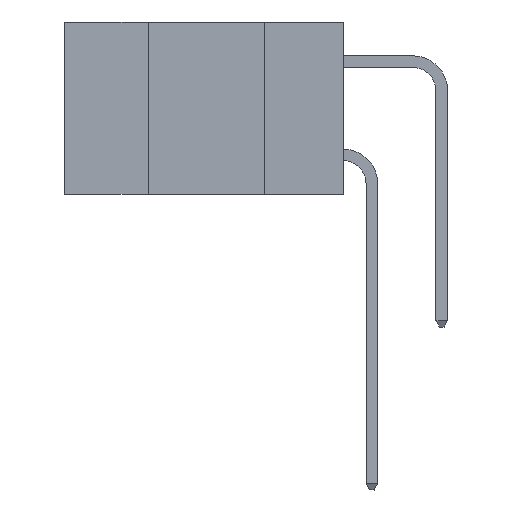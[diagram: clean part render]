
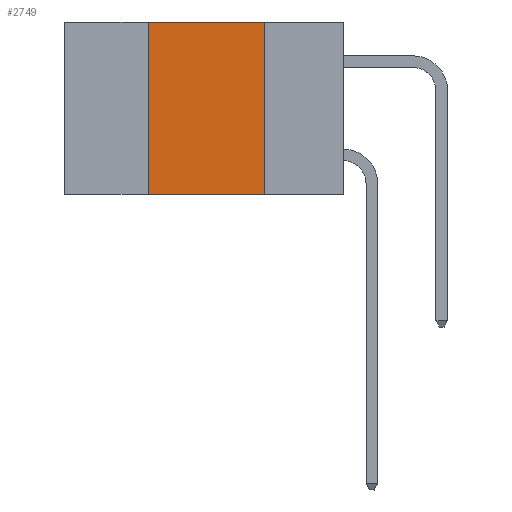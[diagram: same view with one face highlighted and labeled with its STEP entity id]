
A CAD part, left-side view. The second image highlights one B-rep face of the part: STEP entity #2749.
In plain terms, the highlighted planar face has unit normal (-1, 0, 0).
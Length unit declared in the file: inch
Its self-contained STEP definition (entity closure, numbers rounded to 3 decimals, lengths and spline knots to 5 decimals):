
#480 = DIRECTION ( 'NONE',  ( 1., 0., 0. ) ) ;
#1584 = ORIENTED_EDGE ( 'NONE', *, *, #8062, .F. ) ;
#1896 = PLANE ( 'NONE',  #8559 ) ;
#2408 = LINE ( 'NONE', #10620, #4902 ) ;
#2521 = DIRECTION ( 'NONE',  ( 0., -1., 0. ) ) ;
#2617 = CARTESIAN_POINT ( 'NONE',  ( 0., 0.6, -0.37 ) ) ;
#2749 = ADVANCED_FACE ( 'NONE', ( #11459 ), #1896, .F. ) ;
#3026 = VERTEX_POINT ( 'NONE', #6930 ) ;
#4759 = ORIENTED_EDGE ( 'NONE', *, *, #9374, .F. ) ;
#4902 = VECTOR ( 'NONE', #11138, 39.37008 ) ;
#5081 = CARTESIAN_POINT ( 'NONE',  ( 0., 0.6, 0. ) ) ;
#5149 = LINE ( 'NONE', #8314, #7595 ) ;
#5292 = CARTESIAN_POINT ( 'NONE',  ( 0., 0.42, -0.37 ) ) ;
#5653 = VECTOR ( 'NONE', #2521, 39.37008 ) ;
#5932 = DIRECTION ( 'NONE',  ( 0., 0., -1. ) ) ;
#5988 = LINE ( 'NONE', #2617, #5653 ) ;
#6402 = VERTEX_POINT ( 'NONE', #12658 ) ;
#6475 = DIRECTION ( 'NONE',  ( 0., 0., -1. ) ) ;
#6930 = CARTESIAN_POINT ( 'NONE',  ( 0., 0.17, -0.37 ) ) ;
#7595 = VECTOR ( 'NONE', #8226, 39.37008 ) ;
#7685 = LINE ( 'NONE', #12920, #13145 ) ;
#7829 = ORIENTED_EDGE ( 'NONE', *, *, #10018, .T. ) ;
#8062 = EDGE_CURVE ( 'NONE', #12731, #3026, #7685, .T. ) ;
#8226 = DIRECTION ( 'NONE',  ( 0., 0., 1. ) ) ;
#8314 = CARTESIAN_POINT ( 'NONE',  ( 0., 0.42, 0. ) ) ;
#8559 = AXIS2_PLACEMENT_3D ( 'NONE', #5081, #480, #6475 ) ;
#9109 = EDGE_CURVE ( 'NONE', #6402, #12731, #2408, .T. ) ;
#9374 = EDGE_CURVE ( 'NONE', #11663, #6402, #5149, .T. ) ;
#10018 = EDGE_CURVE ( 'NONE', #11663, #3026, #5988, .T. ) ;
#10088 = CARTESIAN_POINT ( 'NONE',  ( 0., 0.17, 0. ) ) ;
#10620 = CARTESIAN_POINT ( 'NONE',  ( 0., 0.6, 0. ) ) ;
#11138 = DIRECTION ( 'NONE',  ( 0., -1., 0. ) ) ;
#11435 = EDGE_LOOP ( 'NONE', ( #1584, #11875, #4759, #7829 ) ) ;
#11459 = FACE_OUTER_BOUND ( 'NONE', #11435, .T. ) ;
#11663 = VERTEX_POINT ( 'NONE', #5292 ) ;
#11875 = ORIENTED_EDGE ( 'NONE', *, *, #9109, .F. ) ;
#12658 = CARTESIAN_POINT ( 'NONE',  ( 0., 0.42, 0. ) ) ;
#12731 = VERTEX_POINT ( 'NONE', #10088 ) ;
#12920 = CARTESIAN_POINT ( 'NONE',  ( 0., 0.17, 0. ) ) ;
#13145 = VECTOR ( 'NONE', #5932, 39.37008 ) ;
